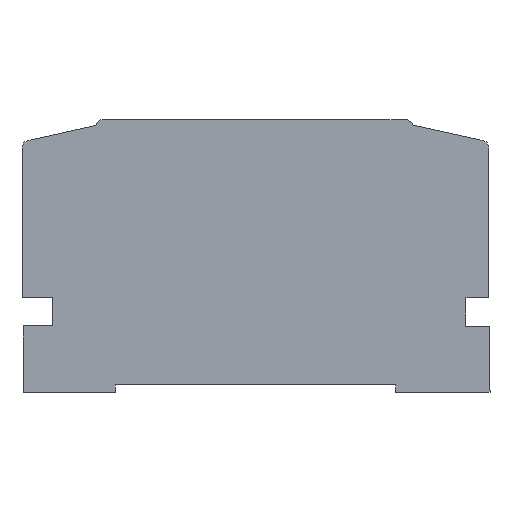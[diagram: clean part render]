
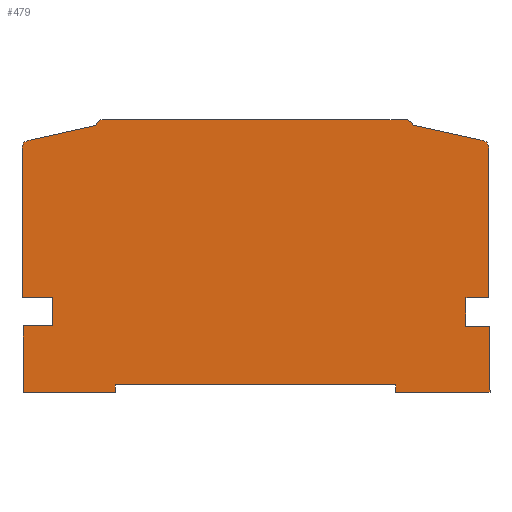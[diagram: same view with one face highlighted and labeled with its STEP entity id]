
A CAD part, left-side view. The second image highlights one B-rep face of the part: STEP entity #479.
In plain terms, the highlighted planar face has unit normal (-1, 0, 0).
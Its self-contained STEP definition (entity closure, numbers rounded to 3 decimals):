
#20=CIRCLE('',#508,1.);
#22=CIRCLE('',#518,1.);
#24=CIRCLE('',#521,1.);
#26=CIRCLE('',#525,1.);
#53=FACE_OUTER_BOUND('',#77,.T.);
#77=EDGE_LOOP('',(#393,#394,#395,#396,#397,#398,#399,#400,#401,#402,#403,
#404,#405,#406,#407,#408,#409,#410,#411,#412,#413,#414));
#81=LINE('',#666,#139);
#85=LINE('',#675,#143);
#89=LINE('',#684,#147);
#93=LINE('',#691,#151);
#96=LINE('',#699,#154);
#100=LINE('',#708,#158);
#104=LINE('',#715,#162);
#107=LINE('',#721,#165);
#110=LINE('',#727,#168);
#112=LINE('',#732,#170);
#115=LINE('',#739,#173);
#118=LINE('',#745,#176);
#121=LINE('',#751,#179);
#124=LINE('',#757,#182);
#127=LINE('',#763,#185);
#129=LINE('',#766,#187);
#132=LINE('',#772,#190);
#136=LINE('',#787,#194);
#139=VECTOR('',#537,304.8);
#143=VECTOR('',#543,304.8);
#147=VECTOR('',#549,304.8);
#151=VECTOR('',#555,304.8);
#154=VECTOR('',#560,304.8);
#158=VECTOR('',#566,304.8);
#162=VECTOR('',#572,304.8);
#165=VECTOR('',#577,304.8);
#168=VECTOR('',#582,304.8);
#170=VECTOR('',#586,304.8);
#173=VECTOR('',#597,304.8);
#176=VECTOR('',#602,304.8);
#179=VECTOR('',#607,304.8);
#182=VECTOR('',#612,304.8);
#185=VECTOR('',#617,304.8);
#187=VECTOR('',#621,304.8);
#190=VECTOR('',#626,304.8);
#194=VECTOR('',#644,304.8);
#197=VERTEX_POINT('',#663);
#198=VERTEX_POINT('',#665);
#201=VERTEX_POINT('',#672);
#202=VERTEX_POINT('',#674);
#205=VERTEX_POINT('',#681);
#206=VERTEX_POINT('',#683);
#208=VERTEX_POINT('',#689);
#211=VERTEX_POINT('',#696);
#212=VERTEX_POINT('',#698);
#215=VERTEX_POINT('',#705);
#216=VERTEX_POINT('',#707);
#218=VERTEX_POINT('',#713);
#220=VERTEX_POINT('',#719);
#222=VERTEX_POINT('',#725);
#224=VERTEX_POINT('',#731);
#226=VERTEX_POINT('',#743);
#228=VERTEX_POINT('',#749);
#230=VERTEX_POINT('',#755);
#232=VERTEX_POINT('',#761);
#234=VERTEX_POINT('',#770);
#236=VERTEX_POINT('',#779);
#238=VERTEX_POINT('',#785);
#241=EDGE_CURVE('',#198,#197,#81,.T.);
#245=EDGE_CURVE('',#202,#201,#85,.T.);
#249=EDGE_CURVE('',#206,#205,#89,.T.);
#253=EDGE_CURVE('',#205,#208,#93,.T.);
#256=EDGE_CURVE('',#212,#211,#96,.T.);
#260=EDGE_CURVE('',#216,#215,#100,.T.);
#264=EDGE_CURVE('',#215,#218,#104,.T.);
#267=EDGE_CURVE('',#218,#220,#107,.T.);
#270=EDGE_CURVE('',#211,#222,#110,.T.);
#272=EDGE_CURVE('',#224,#216,#112,.T.);
#275=EDGE_CURVE('',#201,#206,#20,.T.);
#277=EDGE_CURVE('',#208,#212,#115,.T.);
#280=EDGE_CURVE('',#222,#226,#118,.T.);
#283=EDGE_CURVE('',#226,#228,#121,.T.);
#286=EDGE_CURVE('',#228,#230,#124,.T.);
#289=EDGE_CURVE('',#230,#232,#127,.T.);
#291=EDGE_CURVE('',#232,#224,#129,.T.);
#294=EDGE_CURVE('',#220,#234,#132,.T.);
#296=EDGE_CURVE('',#234,#198,#22,.T.);
#299=EDGE_CURVE('',#197,#236,#24,.T.);
#302=EDGE_CURVE('',#236,#238,#136,.T.);
#304=EDGE_CURVE('',#238,#202,#26,.T.);
#393=ORIENTED_EDGE('',*,*,#277,.T.);
#394=ORIENTED_EDGE('',*,*,#256,.T.);
#395=ORIENTED_EDGE('',*,*,#270,.T.);
#396=ORIENTED_EDGE('',*,*,#280,.T.);
#397=ORIENTED_EDGE('',*,*,#283,.T.);
#398=ORIENTED_EDGE('',*,*,#286,.T.);
#399=ORIENTED_EDGE('',*,*,#289,.T.);
#400=ORIENTED_EDGE('',*,*,#291,.T.);
#401=ORIENTED_EDGE('',*,*,#272,.T.);
#402=ORIENTED_EDGE('',*,*,#260,.T.);
#403=ORIENTED_EDGE('',*,*,#264,.T.);
#404=ORIENTED_EDGE('',*,*,#267,.T.);
#405=ORIENTED_EDGE('',*,*,#294,.T.);
#406=ORIENTED_EDGE('',*,*,#296,.T.);
#407=ORIENTED_EDGE('',*,*,#241,.T.);
#408=ORIENTED_EDGE('',*,*,#299,.T.);
#409=ORIENTED_EDGE('',*,*,#302,.T.);
#410=ORIENTED_EDGE('',*,*,#304,.T.);
#411=ORIENTED_EDGE('',*,*,#245,.T.);
#412=ORIENTED_EDGE('',*,*,#275,.T.);
#413=ORIENTED_EDGE('',*,*,#249,.T.);
#414=ORIENTED_EDGE('',*,*,#253,.T.);
#455=PLANE('',#526);
#479=ADVANCED_FACE('',(#53),#455,.T.);
#508=AXIS2_PLACEMENT_3D('',#736,#592,#593);
#518=AXIS2_PLACEMENT_3D('',#775,#631,#632);
#521=AXIS2_PLACEMENT_3D('',#781,#638,#639);
#525=AXIS2_PLACEMENT_3D('',#790,#649,#650);
#526=AXIS2_PLACEMENT_3D('',#791,#651,#652);
#537=DIRECTION('',(0.,0.976,0.217));
#543=DIRECTION('',(0.,0.976,-0.217));
#549=DIRECTION('',(0.,0.,-1.));
#555=DIRECTION('',(0.,-1.,0.));
#560=DIRECTION('',(0.,1.,0.));
#566=DIRECTION('',(0.,1.,0.));
#572=DIRECTION('',(0.,0.,1.));
#577=DIRECTION('',(0.,-1.,0.));
#582=DIRECTION('',(0.,0.,-1.));
#586=DIRECTION('',(0.,0.,1.));
#592=DIRECTION('center_axis',(-1.,0.,0.));
#593=DIRECTION('ref_axis',(0.,-1.,0.));
#597=DIRECTION('',(0.,0.,-1.));
#602=DIRECTION('',(0.,-1.,0.));
#607=DIRECTION('',(0.,0.,1.));
#612=DIRECTION('',(0.,-1.,0.));
#617=DIRECTION('',(0.,0.,-1.));
#621=DIRECTION('',(0.,-1.,0.));
#626=DIRECTION('',(0.,0.,1.));
#631=DIRECTION('center_axis',(-1.,0.,0.));
#632=DIRECTION('ref_axis',(0.,1.,0.));
#638=DIRECTION('center_axis',(-1.,0.,0.));
#639=DIRECTION('ref_axis',(0.,1.,0.));
#644=DIRECTION('',(0.,1.,0.));
#649=DIRECTION('center_axis',(-1.,0.,0.));
#650=DIRECTION('ref_axis',(0.,1.,0.));
#651=DIRECTION('center_axis',(-1.,0.,0.));
#652=DIRECTION('ref_axis',(0.,-1.,0.));
#663=CARTESIAN_POINT('',(0.,-37.112,56.694));
#665=CARTESIAN_POINT('',(0.,-45.635,54.8));
#666=CARTESIAN_POINT('',(0.,-45.635,54.8));
#672=CARTESIAN_POINT('',(0.,10.635,54.8));
#674=CARTESIAN_POINT('',(0.,2.423,56.625));
#675=CARTESIAN_POINT('',(0.,2.423,56.625));
#681=CARTESIAN_POINT('',(0.,11.635,35.148));
#683=CARTESIAN_POINT('',(0.,11.635,53.8));
#684=CARTESIAN_POINT('',(0.,11.635,53.8));
#689=CARTESIAN_POINT('',(0.,7.82,35.148));
#691=CARTESIAN_POINT('',(0.,11.635,35.148));
#696=CARTESIAN_POINT('',(0.,11.507,31.607));
#698=CARTESIAN_POINT('',(0.,7.82,31.607));
#699=CARTESIAN_POINT('',(0.,7.82,31.607));
#705=CARTESIAN_POINT('',(0.,-43.775,31.548));
#707=CARTESIAN_POINT('',(0.,-46.774,31.548));
#708=CARTESIAN_POINT('',(0.,-46.774,31.548));
#713=CARTESIAN_POINT('',(0.,-43.775,35.148));
#715=CARTESIAN_POINT('',(0.,-43.775,31.548));
#719=CARTESIAN_POINT('',(0.,-46.635,35.148));
#721=CARTESIAN_POINT('',(0.,-43.775,35.148));
#725=CARTESIAN_POINT('',(0.,11.507,23.303));
#727=CARTESIAN_POINT('',(0.,11.507,31.607));
#731=CARTESIAN_POINT('',(0.,-46.774,23.303));
#732=CARTESIAN_POINT('',(0.,-46.774,23.303));
#736=CARTESIAN_POINT('Origin',(0.,10.635,53.8));
#739=CARTESIAN_POINT('',(0.,7.82,35.148));
#743=CARTESIAN_POINT('',(0.,0.,23.303));
#745=CARTESIAN_POINT('',(0.,11.507,23.303));
#749=CARTESIAN_POINT('',(0.,0.,24.246));
#751=CARTESIAN_POINT('',(0.,0.,23.303));
#755=CARTESIAN_POINT('',(0.,-35.,24.246));
#757=CARTESIAN_POINT('',(0.,0.,24.246));
#761=CARTESIAN_POINT('',(0.,-35.,23.303));
#763=CARTESIAN_POINT('',(0.,-35.,24.246));
#766=CARTESIAN_POINT('',(0.,-35.,23.303));
#770=CARTESIAN_POINT('',(0.,-46.635,53.8));
#772=CARTESIAN_POINT('',(0.,-46.635,35.148));
#775=CARTESIAN_POINT('Origin',(0.,-45.635,53.8));
#779=CARTESIAN_POINT('',(0.,-36.169,57.363));
#781=CARTESIAN_POINT('Origin',(0.,-36.169,56.363));
#785=CARTESIAN_POINT('',(0.,1.458,57.363));
#787=CARTESIAN_POINT('',(0.,-36.169,57.363));
#790=CARTESIAN_POINT('Origin',(0.,1.458,56.363));
#791=CARTESIAN_POINT('Origin',(0.,7.82,35.148));
